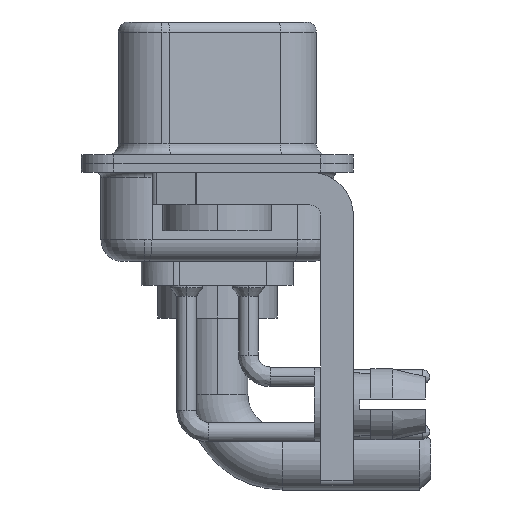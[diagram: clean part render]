
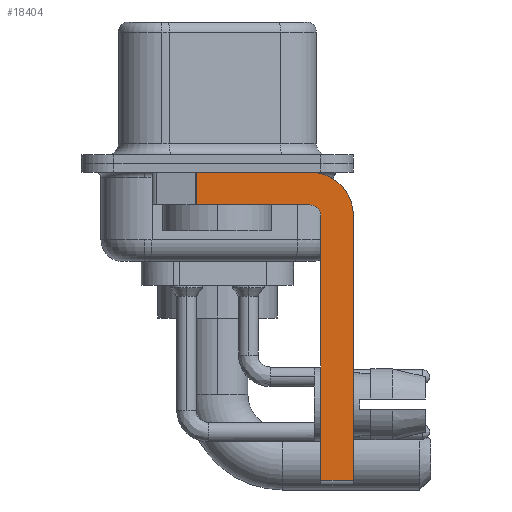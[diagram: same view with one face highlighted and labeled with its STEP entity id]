
A CAD part, left-side view. The second image highlights one B-rep face of the part: STEP entity #18404.
In plain terms, the highlighted planar face has unit normal (-1, 0, 0).
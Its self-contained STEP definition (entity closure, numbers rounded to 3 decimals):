
#60 = VERTEX_POINT ( 'NONE', #19832 ) ;
#733 = CARTESIAN_POINT ( 'NONE',  ( -2.9, 0.978, -1.9 ) ) ;
#784 = DIRECTION ( 'NONE',  ( 0., 0., -1. ) ) ;
#1086 = CARTESIAN_POINT ( 'NONE',  ( -2.9, -6.25, -2.4 ) ) ;
#1106 = DIRECTION ( 'NONE',  ( 0., 1., 0. ) ) ;
#1151 = CIRCLE ( 'NONE', #7638, 2. ) ;
#2563 = CARTESIAN_POINT ( 'NONE',  ( -2.9, -4.25, -2.4 ) ) ;
#2715 = CARTESIAN_POINT ( 'NONE',  ( -2.9, 0.978, -1.9 ) ) ;
#2719 = VECTOR ( 'NONE', #8542, 1000. ) ;
#2788 = VERTEX_POINT ( 'NONE', #2715 ) ;
#2856 = ORIENTED_EDGE ( 'NONE', *, *, #8852, .F. ) ;
#3134 = LINE ( 'NONE', #24194, #18233 ) ;
#3265 = CARTESIAN_POINT ( 'NONE',  ( -2.9, -4.75, -2.4 ) ) ;
#3546 = DIRECTION ( 'NONE',  ( -1., 0., 0. ) ) ;
#4024 = DIRECTION ( 'NONE',  ( 0., 0., -1. ) ) ;
#4403 = CARTESIAN_POINT ( 'NONE',  ( -2.9, -6.25, -2.4 ) ) ;
#4762 = AXIS2_PLACEMENT_3D ( 'NONE', #2563, #10294, #784 ) ;
#5008 = EDGE_CURVE ( 'NONE', #11242, #12912, #1151, .T. ) ;
#5864 = CARTESIAN_POINT ( 'NONE',  ( -2.9, -4.25, -0.4 ) ) ;
#6034 = CARTESIAN_POINT ( 'NONE',  ( -2.9, -6.25, -14.55 ) ) ;
#6668 = EDGE_CURVE ( 'NONE', #10017, #2788, #23324, .T. ) ;
#6993 = FACE_OUTER_BOUND ( 'NONE', #16422, .T. ) ;
#7442 = ORIENTED_EDGE ( 'NONE', *, *, #6668, .T. ) ;
#7638 = AXIS2_PLACEMENT_3D ( 'NONE', #19560, #21467, #10265 ) ;
#7879 = LINE ( 'NONE', #17787, #13413 ) ;
#8094 = EDGE_CURVE ( 'NONE', #10017, #11242, #7879, .T. ) ;
#8542 = DIRECTION ( 'NONE',  ( 0., 0., 1. ) ) ;
#8642 = PLANE ( 'NONE',  #4762 ) ;
#8852 = EDGE_CURVE ( 'NONE', #13205, #2788, #3134, .T. ) ;
#9073 = ORIENTED_EDGE ( 'NONE', *, *, #8094, .F. ) ;
#9367 = VECTOR ( 'NONE', #20878, 1000. ) ;
#10017 = VERTEX_POINT ( 'NONE', #23820 ) ;
#10265 = DIRECTION ( 'NONE',  ( 0., 0., -1. ) ) ;
#10282 = VERTEX_POINT ( 'NONE', #3265 ) ;
#10294 = DIRECTION ( 'NONE',  ( 1., 0., 0. ) ) ;
#11242 = VERTEX_POINT ( 'NONE', #5864 ) ;
#11954 = ORIENTED_EDGE ( 'NONE', *, *, #5008, .F. ) ;
#12912 = VERTEX_POINT ( 'NONE', #4403 ) ;
#13205 = VERTEX_POINT ( 'NONE', #14990 ) ;
#13275 = VECTOR ( 'NONE', #16613, 1000. ) ;
#13413 = VECTOR ( 'NONE', #21229, 1000. ) ;
#14990 = CARTESIAN_POINT ( 'NONE',  ( -2.9, -4.25, -1.9 ) ) ;
#15002 = VECTOR ( 'NONE', #4024, 1000. ) ;
#16335 = CARTESIAN_POINT ( 'NONE',  ( -2.9, -4.75, -14.8 ) ) ;
#16422 = EDGE_LOOP ( 'NONE', ( #9073, #7442, #2856, #19221, #19765, #19824, #17198, #11954 ) ) ;
#16613 = DIRECTION ( 'NONE',  ( 0., 0., -1. ) ) ;
#17101 = LINE ( 'NONE', #21000, #9367 ) ;
#17198 = ORIENTED_EDGE ( 'NONE', *, *, #17266, .F. ) ;
#17266 = EDGE_CURVE ( 'NONE', #12912, #20795, #18367, .T. ) ;
#17396 = CARTESIAN_POINT ( 'NONE',  ( -2.9, -4.25, -2.4 ) ) ;
#17787 = CARTESIAN_POINT ( 'NONE',  ( -2.9, 3., -0.4 ) ) ;
#17798 = CIRCLE ( 'NONE', #18190, 0.5 ) ;
#18018 = EDGE_CURVE ( 'NONE', #60, #10282, #24151, .T. ) ;
#18190 = AXIS2_PLACEMENT_3D ( 'NONE', #17396, #3546, #19055 ) ;
#18233 = VECTOR ( 'NONE', #1106, 1000. ) ;
#18367 = LINE ( 'NONE', #1086, #13275 ) ;
#18404 = ADVANCED_FACE ( 'NONE', ( #6993 ), #8642, .F. ) ;
#19055 = DIRECTION ( 'NONE',  ( 0., 0., 1. ) ) ;
#19221 = ORIENTED_EDGE ( 'NONE', *, *, #23653, .F. ) ;
#19560 = CARTESIAN_POINT ( 'NONE',  ( -2.9, -4.25, -2.4 ) ) ;
#19765 = ORIENTED_EDGE ( 'NONE', *, *, #18018, .F. ) ;
#19824 = ORIENTED_EDGE ( 'NONE', *, *, #21296, .T. ) ;
#19832 = CARTESIAN_POINT ( 'NONE',  ( -2.9, -4.75, -14.55 ) ) ;
#20795 = VERTEX_POINT ( 'NONE', #6034 ) ;
#20878 = DIRECTION ( 'NONE',  ( 0., -1., 0. ) ) ;
#21000 = CARTESIAN_POINT ( 'NONE',  ( -2.9, -4.25, -14.55 ) ) ;
#21229 = DIRECTION ( 'NONE',  ( 0., -1., 0. ) ) ;
#21296 = EDGE_CURVE ( 'NONE', #60, #20795, #17101, .T. ) ;
#21467 = DIRECTION ( 'NONE',  ( 1., 0., 0. ) ) ;
#23324 = LINE ( 'NONE', #733, #15002 ) ;
#23653 = EDGE_CURVE ( 'NONE', #10282, #13205, #17798, .T. ) ;
#23820 = CARTESIAN_POINT ( 'NONE',  ( -2.9, 0.978, -0.4 ) ) ;
#24151 = LINE ( 'NONE', #16335, #2719 ) ;
#24194 = CARTESIAN_POINT ( 'NONE',  ( -2.9, -4.25, -1.9 ) ) ;
